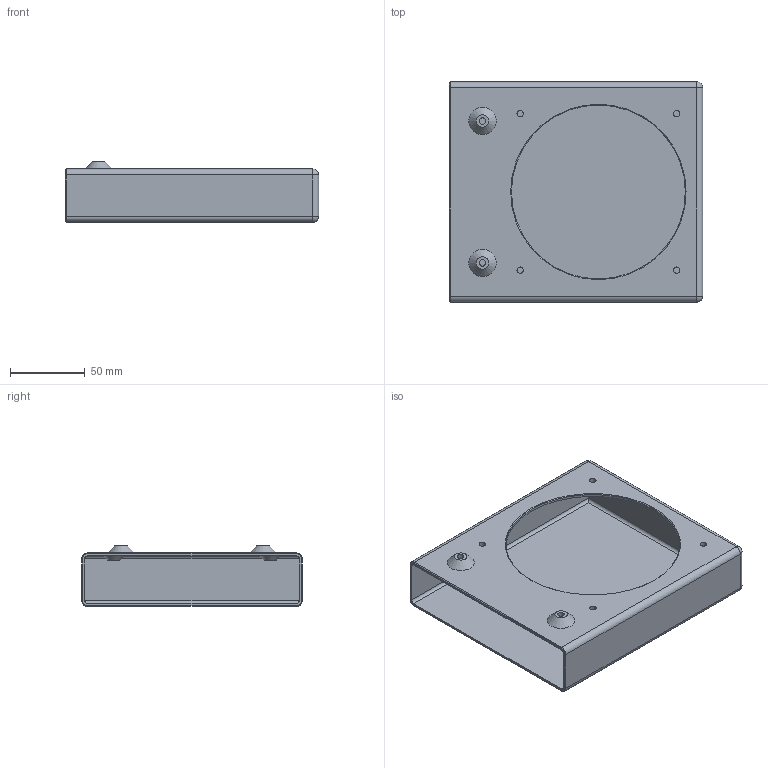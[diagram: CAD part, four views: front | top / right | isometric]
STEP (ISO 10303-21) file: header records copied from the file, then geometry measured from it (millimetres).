
FILE_DESCRIPTION(/* description */ ('','CAx-IF Rec.Pracs.---Representation and Presentation of Product Manufacturing Information (PMI)---4.0---2014-10-13'),/* implementation_level */ '2;1');
FILE_NAME(/* name */ 'bc-250-A2.step',/* time_stamp */ '2025-02-08T16:01:57+02:00',/* author */ (''),/* organization */ (''),/* preprocessor_version */ 'ST-DEVELOPER v20',/* originating_system */ 'Autodesk Translation Framework v13.20.0.188',/* authorisation */ '');
FILE_SCHEMA (('AP242_MANAGED_MODEL_BASED_3D_ENGINEERING_MIM_LF { 1 0 10303 442 1 1 4 }'));
Length unit declared in the file: millimetre
Products named in the file (1): A2
Bounding box: 170 x 148 x 40.9 mm (x, y, z)
Volume: 109552.7 mm3; surface area: 109376.5 mm2
Topology: 1 solids, 1 shells, 59 faces, 119 edges, 71 vertices
Faces by surface type: plane 23, cylinder 21, cone 11, sphere 4
Full cylindrical faces by diameter (mm): 4.3 x6, 116.7 x1
Entity records: 1588 total; most frequent: DIRECTION 294, CARTESIAN_POINT 250, ORIENTED_EDGE 238, EDGE_CURVE 119, AXIS2_PLACEMENT_3D 115, EDGE_LOOP 78, VERTEX_POINT 71, LINE 64
